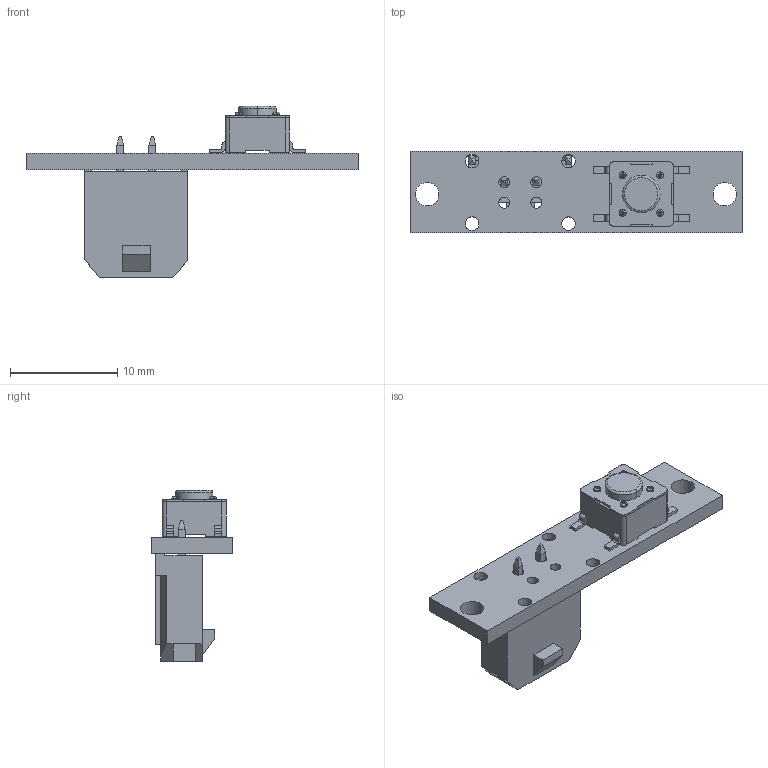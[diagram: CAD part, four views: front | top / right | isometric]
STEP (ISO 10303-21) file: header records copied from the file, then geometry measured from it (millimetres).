
FILE_DESCRIPTION(('KiCad electronic assembly'),'2;1');
FILE_NAME('TriggerButton V1.step','2025-04-18T22:45:34',('Pcbnew'),( 'Kicad'),'Open CASCADE STEP processor 7.8','KiCad to STEP converter' ,'Unknown');
FILE_SCHEMA(('AUTOMOTIVE_DESIGN { 1 0 10303 214 1 1 1 1 }'));
Length unit declared in the file: millimetre
Products named in the file (4): TriggerButton V1 1; PTS645SL43SMTR92 LFS; 436500227; TriggerButton V1_PCB
Assembly tree (3 placements, depth 2):
  TriggerButton V1 1
    PTS645SL43SMTR92 LFS
    436500227
    TriggerButton V1_PCB
Bounding box: 31 x 7.6 x 15.98 mm (x, y, z)
Volume: 749.6 mm3; surface area: 1393 mm2
Topology: 8 solids, 8 shells, 243 faces, 591 edges, 378 vertices
Faces by surface type: plane 183, cylinder 50, revolution 8, torus 2
Full cylindrical faces by diameter (mm): 1.02 x4, 1.27 x4, 2.2 x2
Entity records: 7250 total; most frequent: CARTESIAN_POINT 1272, DIRECTION 1197, ORIENTED_EDGE 1182, EDGE_CURVE 591, LINE 471, VECTOR 471, VERTEX_POINT 378, AXIS2_PLACEMENT_3D 359
